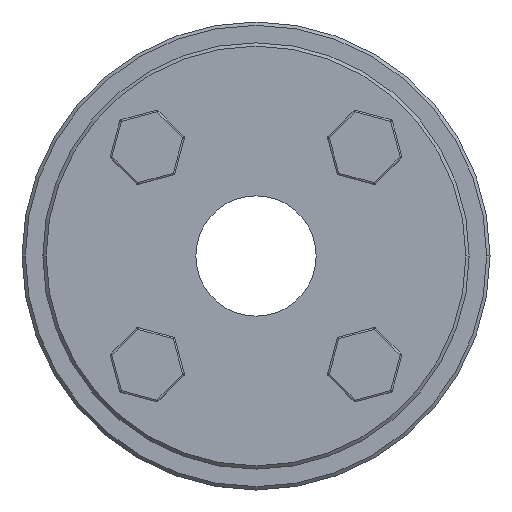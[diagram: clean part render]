
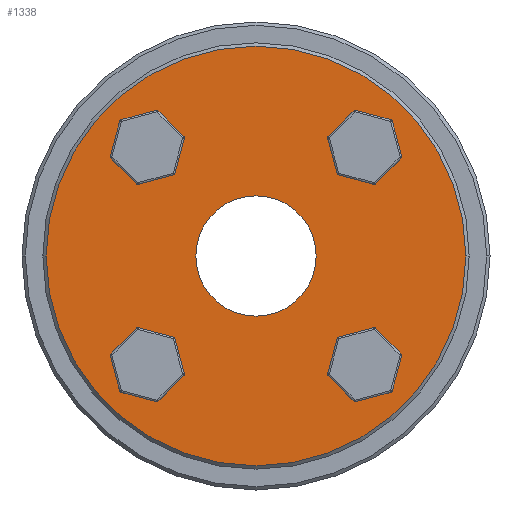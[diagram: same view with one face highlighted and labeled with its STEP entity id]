
A CAD part, left-side view. The second image highlights one B-rep face of the part: STEP entity #1338.
In plain terms, the highlighted planar face has unit normal (-1, 0, 0).
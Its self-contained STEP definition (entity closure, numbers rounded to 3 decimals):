
#1338 = ADVANCED_FACE ( 'NONE', ( #4984, #4987 ), #5794, .T. ) ;
#1760 = EDGE_LOOP ( 'NONE', ( #10321, #10322 ) ) ;
#1778 = EDGE_LOOP ( 'NONE', ( #10323, #10324 ) ) ;
#4984 = FACE_OUTER_BOUND ( 'NONE', #1760, .T. ) ;
#4987 = FACE_BOUND ( 'NONE', #1778, .T. ) ;
#5793 = CARTESIAN_POINT ( 'NONE',  ( -41., 9., 0. ) ) ;
#5794 = PLANE ( 'NONE',  #5817 ) ;
#5796 = DIRECTION ( 'NONE',  ( -1., 0., 0. ) ) ;
#5797 = DIRECTION ( 'NONE',  ( 0., -1., 0. ) ) ;
#5817 = AXIS2_PLACEMENT_3D ( 'NONE', #5793, #5796, #5797 ) ;
#6297 = AXIS2_PLACEMENT_3D ( 'NONE', #9524, #9526, #9527 ) ;
#6299 = AXIS2_PLACEMENT_3D ( 'NONE', #9528, #9536, #9537 ) ;
#6306 = AXIS2_PLACEMENT_3D ( 'NONE', #9554, #9560, #9561 ) ;
#6320 = AXIS2_PLACEMENT_3D ( 'NONE', #9624, #9626, #9627 ) ;
#8150 = CARTESIAN_POINT ( 'NONE',  ( -41., -9., 0. ) ) ;
#8151 = CARTESIAN_POINT ( 'NONE',  ( -41., 9., 0. ) ) ;
#8172 = CARTESIAN_POINT ( 'NONE',  ( -41., -31.385, 0. ) ) ;
#8173 = CARTESIAN_POINT ( 'NONE',  ( -41., 31.385, 0. ) ) ;
#9077 = CIRCLE ( 'NONE', #6297, 9. ) ;
#9079 = CIRCLE ( 'NONE', #6299, 9. ) ;
#9090 = CIRCLE ( 'NONE', #6306, 31.385 ) ;
#9130 = CIRCLE ( 'NONE', #6320, 31.385 ) ;
#9524 = CARTESIAN_POINT ( 'NONE',  ( -41., 0., 0. ) ) ;
#9526 = DIRECTION ( 'NONE',  ( 1., 0., 0. ) ) ;
#9527 = DIRECTION ( 'NONE',  ( 0., 1., 0. ) ) ;
#9528 = CARTESIAN_POINT ( 'NONE',  ( -41., 0., 0. ) ) ;
#9536 = DIRECTION ( 'NONE',  ( 1., 0., 0. ) ) ;
#9537 = DIRECTION ( 'NONE',  ( 0., 1., 0. ) ) ;
#9554 = CARTESIAN_POINT ( 'NONE',  ( -41., 0., 0. ) ) ;
#9560 = DIRECTION ( 'NONE',  ( -1., 0., 0. ) ) ;
#9561 = DIRECTION ( 'NONE',  ( 0., -1., 0. ) ) ;
#9624 = CARTESIAN_POINT ( 'NONE',  ( -41., 0., 0. ) ) ;
#9626 = DIRECTION ( 'NONE',  ( -1., 0., 0. ) ) ;
#9627 = DIRECTION ( 'NONE',  ( 0., -1., 0. ) ) ;
#10210 = VERTEX_POINT ( 'NONE', #8150 ) ;
#10211 = VERTEX_POINT ( 'NONE', #8151 ) ;
#10232 = VERTEX_POINT ( 'NONE', #8172 ) ;
#10233 = VERTEX_POINT ( 'NONE', #8173 ) ;
#10321 = ORIENTED_EDGE ( 'NONE', *, *, #10755, .T. ) ;
#10322 = ORIENTED_EDGE ( 'NONE', *, *, #10781, .T. ) ;
#10323 = ORIENTED_EDGE ( 'NONE', *, *, #10743, .T. ) ;
#10324 = ORIENTED_EDGE ( 'NONE', *, *, #10747, .T. ) ;
#10743 = EDGE_CURVE ( 'NONE', #10211, #10210, #9077, .T. ) ;
#10747 = EDGE_CURVE ( 'NONE', #10210, #10211, #9079, .T. ) ;
#10755 = EDGE_CURVE ( 'NONE', #10233, #10232, #9090, .T. ) ;
#10781 = EDGE_CURVE ( 'NONE', #10232, #10233, #9130, .T. ) ;
